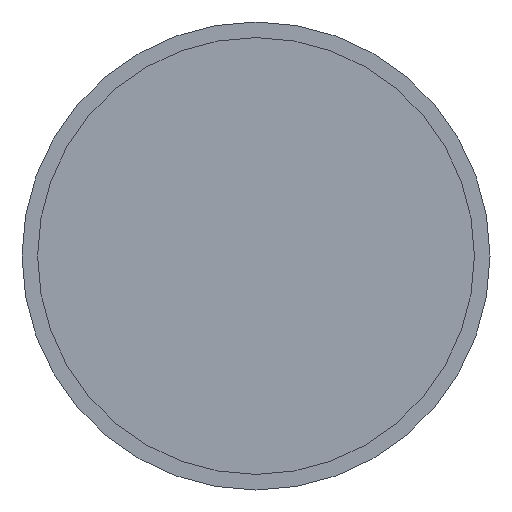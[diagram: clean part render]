
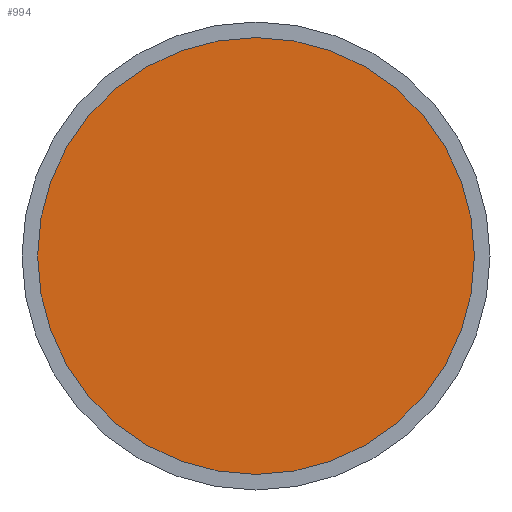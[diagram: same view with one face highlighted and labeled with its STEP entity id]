
A CAD part, front view. The second image highlights one B-rep face of the part: STEP entity #994.
In plain terms, the highlighted planar face has unit normal (0, -1, 0).
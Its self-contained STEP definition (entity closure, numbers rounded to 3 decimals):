
#195=FACE_OUTER_BOUND('',#260,.T.);
#260=EDGE_LOOP('',(#635));
#338=CIRCLE('',#1081,14.);
#405=VERTEX_POINT('',#1538);
#493=EDGE_CURVE('',#405,#405,#338,.T.);
#635=ORIENTED_EDGE('',*,*,#493,.T.);
#896=PLANE('',#1083);
#994=ADVANCED_FACE('',(#195),#896,.T.);
#1081=AXIS2_PLACEMENT_3D('',#1539,#1221,#1222);
#1083=AXIS2_PLACEMENT_3D('',#1543,#1226,#1227);
#1221=DIRECTION('center_axis',(0.,-1.,0.));
#1222=DIRECTION('ref_axis',(1.,0.,0.));
#1226=DIRECTION('center_axis',(0.,-1.,0.));
#1227=DIRECTION('ref_axis',(0.,0.,-1.));
#1538=CARTESIAN_POINT('',(-14.,-7.,0.));
#1539=CARTESIAN_POINT('Origin',(0.,-7.,
0.));
#1543=CARTESIAN_POINT('Origin',(7.,-7.,0.));
